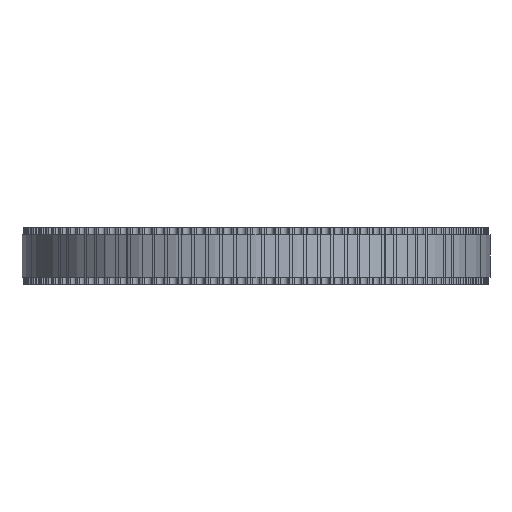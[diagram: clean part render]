
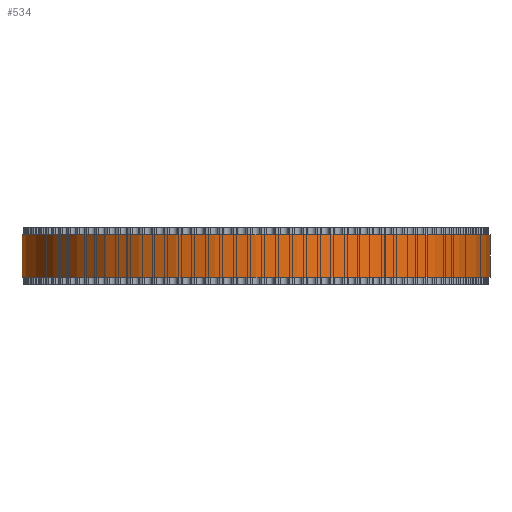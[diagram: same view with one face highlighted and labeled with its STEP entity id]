
A CAD part, front view. The second image highlights one B-rep face of the part: STEP entity #534.
In plain terms, the highlighted cylindrical face has radius 32.786 mm (diameter 65.572 mm), a full revolution.
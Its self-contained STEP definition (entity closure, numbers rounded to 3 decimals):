
#97=FACE_BOUND('',#1776,.T.);
#98=FACE_BOUND('',#1777,.T.);
#534=ADVANCED_FACE('',(#97,#98),#947,.T.);
#947=CYLINDRICAL_SURFACE('',#9207,32.786);
#1776=EDGE_LOOP('',(#5074));
#1777=EDGE_LOOP('',(#5075));
#5074=ORIENTED_EDGE('',*,*,#7138,.T.);
#5075=ORIENTED_EDGE('',*,*,#7139,.T.);
#5900=VERTEX_POINT('',#14580);
#5901=VERTEX_POINT('',#14582);
#7138=EDGE_CURVE('',#5900,#5900,#7964,.T.);
#7139=EDGE_CURVE('',#5901,#5901,#7965,.T.);
#7964=CIRCLE('',#9205,32.786);
#7965=CIRCLE('',#9206,32.786);
#9205=AXIS2_PLACEMENT_3D('',#14579,#12098,#12099);
#9206=AXIS2_PLACEMENT_3D('',#14581,#12100,#12101);
#9207=AXIS2_PLACEMENT_3D('',#14583,#12102,#12103);
#12098=DIRECTION('',(0.,0.,1.));
#12099=DIRECTION('',(1.,0.,0.));
#12100=DIRECTION('',(0.,0.,-1.));
#12101=DIRECTION('',(1.,0.,0.));
#12102=DIRECTION('',(0.,0.,1.));
#12103=DIRECTION('',(1.,0.,0.));
#14579=CARTESIAN_POINT('',(0.,0.,1.));
#14580=CARTESIAN_POINT('',(32.786,0.,1.));
#14581=CARTESIAN_POINT('',(0.,0.,7.));
#14582=CARTESIAN_POINT('',(32.786,0.,7.));
#14583=CARTESIAN_POINT('',(0.,0.,1.));
